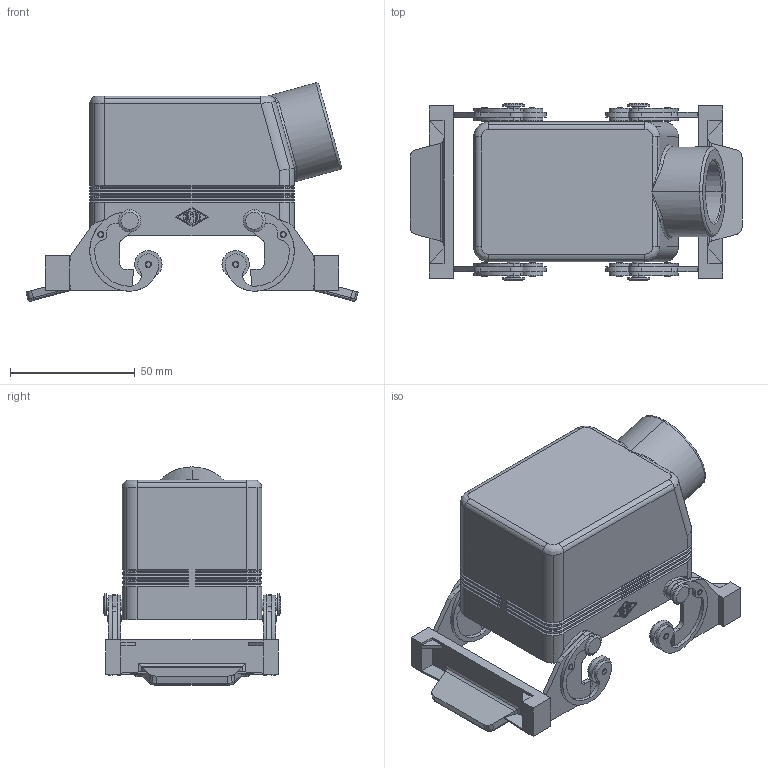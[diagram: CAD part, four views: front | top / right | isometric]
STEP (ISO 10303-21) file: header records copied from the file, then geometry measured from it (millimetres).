
FILE_DESCRIPTION((''),'2;1');
FILE_NAME('MHO 50 X25.stp','2006-12-14T02:41:44',('gembarski'),(''),'Autodesk Inventor 7','Autodesk Inventor 7','');
FILE_SCHEMA(('AUTOMOTIVE_DESIGN { 1 0 10303 214 1 1 1 1 }'));
Length unit declared in the file: millimetre
Products named in the file (1): MHO 50 X25
Bounding box: 133.07 x 71 x 87.5 mm (x, y, z)
Volume: 100297 mm3; surface area: 59427.1 mm2
Topology: 1 solids, 5 shells, 880 faces, 2256 edges, 1416 vertices
Faces by surface type: bspline 286, cylinder 252, plane 242, cone 78, torus 22
Entity records: 30951 total; most frequent: CARTESIAN_POINT 9837, ORIENTED_EDGE 4480, DIRECTION 4388, EDGE_CURVE 2240, AXIS2_PLACEMENT_3D 1593, VERTEX_POINT 1416, VECTOR 1202, LINE 1202
